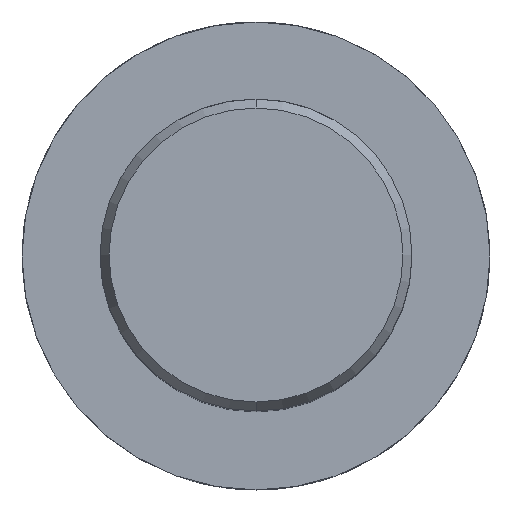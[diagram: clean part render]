
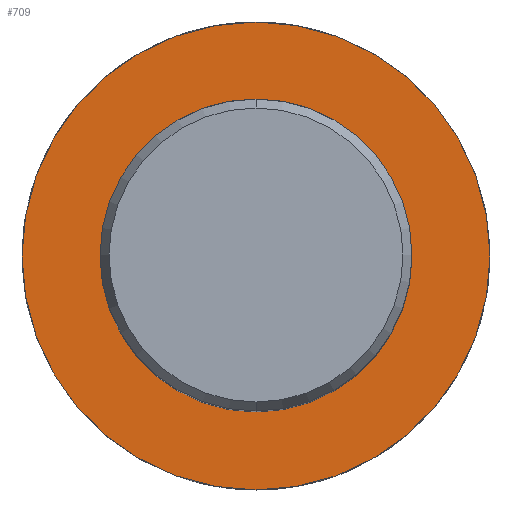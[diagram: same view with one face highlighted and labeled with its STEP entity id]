
A CAD part, top view. The second image highlights one B-rep face of the part: STEP entity #709.
In plain terms, the highlighted planar face has unit normal (0, 0, 1).
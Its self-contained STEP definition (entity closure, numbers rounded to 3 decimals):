
#459=VERTEX_POINT('',#1265);
#699=EDGE_CURVE('',#987,#1173,#1520,.T.);
#709=ADVANCED_FACE('',(#1531,#1532),#1533,.T.);
#945=EDGE_CURVE('',#1049,#459,#1789,.T.);
#987=VERTEX_POINT('',#1835);
#1019=EDGE_CURVE('',#459,#1049,#1868,.T.);
#1049=VERTEX_POINT('',#1901);
#1159=EDGE_CURVE('',#1173,#987,#2030,.T.);
#1173=VERTEX_POINT('',#2045);
#1265=CARTESIAN_POINT('',(0.,-20.0,-70.0));
#1520=CIRCLE('',#3539,30.0);
#1531=FACE_BOUND('',#3552,.T.);
#1532=FACE_OUTER_BOUND('',#3553,.T.);
#1533=PLANE('',#3554);
#1789=CIRCLE('',#4463,20.0);
#1835=CARTESIAN_POINT('',(0.,-30.0,-70.0));
#1868=CIRCLE('',#4810,20.0);
#1901=CARTESIAN_POINT('',(0.0,20.0,-70.0));
#2030=CIRCLE('',#5265,30.0);
#2045=CARTESIAN_POINT('',(0.0,30.0,-70.0));
#3539=AXIS2_PLACEMENT_3D('',#5898,#5899,#5900);
#3552=EDGE_LOOP('',(#5911,#5912));
#3553=EDGE_LOOP('',(#5913,#5914));
#3554=AXIS2_PLACEMENT_3D('',#5915,#5916,#5917);
#4463=AXIS2_PLACEMENT_3D('',#6157,#6158,#6159);
#4810=AXIS2_PLACEMENT_3D('',#6240,#6241,#6242);
#5265=AXIS2_PLACEMENT_3D('',#6494,#6495,#6496);
#5898=CARTESIAN_POINT('',(0.0,0.0,-70.0));
#5899=DIRECTION('',(0.0,0.0,-1.0));
#5900=DIRECTION('',(0.0,1.0,0.0));
#5911=ORIENTED_EDGE('',*,*,#945,.T.);
#5912=ORIENTED_EDGE('',*,*,#1019,.T.);
#5913=ORIENTED_EDGE('',*,*,#1159,.F.);
#5914=ORIENTED_EDGE('',*,*,#699,.F.);
#5915=CARTESIAN_POINT('',(0.0,15.0,-70.0));
#5916=DIRECTION('',(-0.0,0.0,1.0));
#5917=DIRECTION('',(0.0,-1.0,0.0));
#6157=CARTESIAN_POINT('',(0.0,0.0,-70.0));
#6158=DIRECTION('',(-0.0,0.0,-1.0));
#6159=DIRECTION('',(0.0,1.0,0.0));
#6240=CARTESIAN_POINT('',(0.0,0.0,-70.0));
#6241=DIRECTION('',(-0.0,0.0,-1.0));
#6242=DIRECTION('',(0.0,1.0,0.0));
#6494=CARTESIAN_POINT('',(0.0,0.0,-70.0));
#6495=DIRECTION('',(0.0,0.0,-1.0));
#6496=DIRECTION('',(0.0,1.0,0.0));
